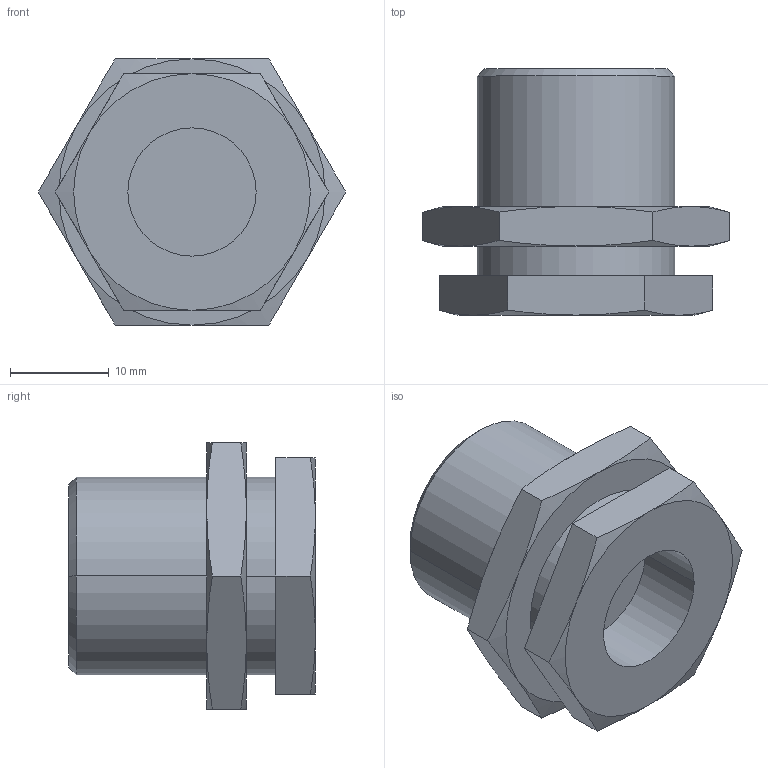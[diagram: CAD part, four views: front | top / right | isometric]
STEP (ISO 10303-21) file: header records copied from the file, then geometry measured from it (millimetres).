
FILE_DESCRIPTION(('STEP AP214'),'1');
FILE_NAME('0920_00_13.stp','2016-07-07T14:19:39',('TraceParts'),('TraceParts S.A.'),'Spatial InterOp 3D',' ',' ');
FILE_SCHEMA(('automotive_design'));
Length unit declared in the file: millimetre
Products named in the file (1): Solide1
Bounding box: 31.18 x 25 x 27 mm (x, y, z)
Volume: 7030 mm3; surface area: 4191.8 mm2
Topology: 1 solids, 1 shells, 47 faces, 100 edges, 60 vertices
Faces by surface type: cone 20, plane 19, cylinder 8
Entity records: 1614 total; most frequent: CARTESIAN_POINT 280, ORIENTED_EDGE 200, DIRECTION 196, EDGE_CURVE 100, AXIS2_PLACEMENT_3D 84, VERTEX_POINT 60, EDGE_LOOP 52, STYLED_ITEM 48
